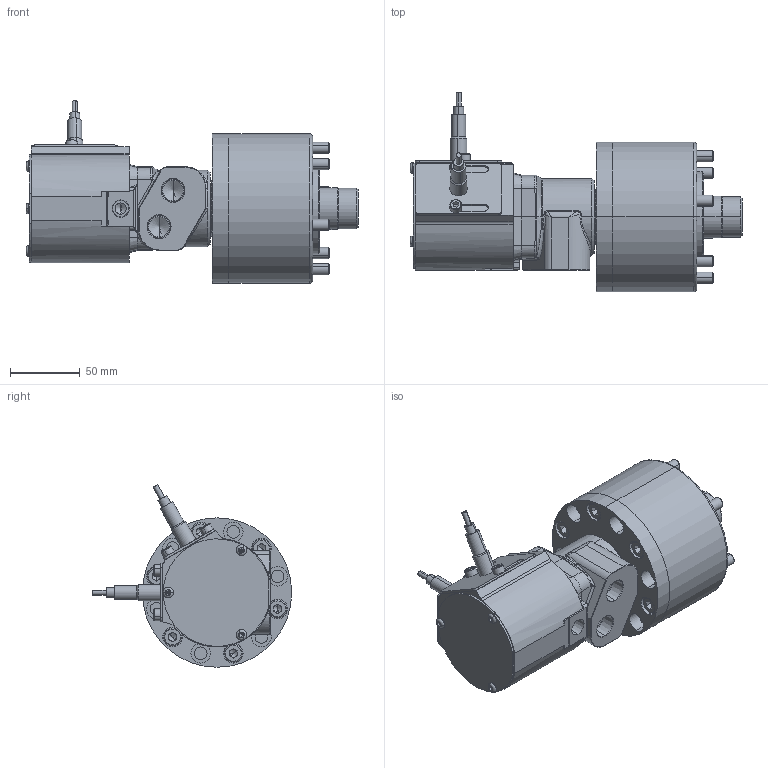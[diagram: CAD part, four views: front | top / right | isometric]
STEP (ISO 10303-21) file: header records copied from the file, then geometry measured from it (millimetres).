
FILE_DESCRIPTION (( 'STEP AP203' ), '1' );
FILE_NAME ('CF-RS-7530N.STEP', '2020-11-02T02:47:31', ( '' ), ( '' ), 'SwSTEP 2.0', 'SolidWorks 2016', '' );
FILE_SCHEMA (( 'CONFIG_CONTROL_DESIGN' ));
Length unit declared in the file: millimetre
Products named in the file (12): IFS287(NPN); RS-100 感應器定位板; 圓頭內六角螺栓_M5x12; CF-RK-06-02000; CF-RS-7530N; RS-75N 閥軸; RS-7530N缸體; RS-100 活塞; CF-RS-100N-04000; 圓頭內六角螺栓_M8x75; 半圓頭六角孔螺栓_M4x8; RS-100行控盒
Assembly tree (23 placements, depth 2):
  CF-RS-7530N
    RS-100行控盒
    RS-100 感應器定位板  x2
    CF-RK-06-02000
    RS-75N 閥軸
    RS-7530N缸體
    RS-100 活塞
    CF-RS-100N-04000
    圓頭內六角螺栓_M8x75  x6
    半圓頭六角孔螺栓_M4x8  x3
    IFS287(NPN)  x2
    圓頭內六角螺栓_M5x12  x4
Bounding box: 237.81 x 142.83 x 130.75 mm (x, y, z)
Volume: 817569.4 mm3; surface area: 219646.2 mm2
Topology: 23 solids, 23 shells, 802 faces, 1917 edges, 1165 vertices
Faces by surface type: plane 334, cylinder 266, cone 139, bspline 49, torus 14
Entity records: 19968 total; most frequent: CARTESIAN_POINT 6304, DIRECTION 2584, ORIENTED_EDGE 2458, EDGE_CURVE 1229, AXIS2_PLACEMENT_3D 1017, VERTEX_POINT 777, EDGE_LOOP 620, VECTOR 550
